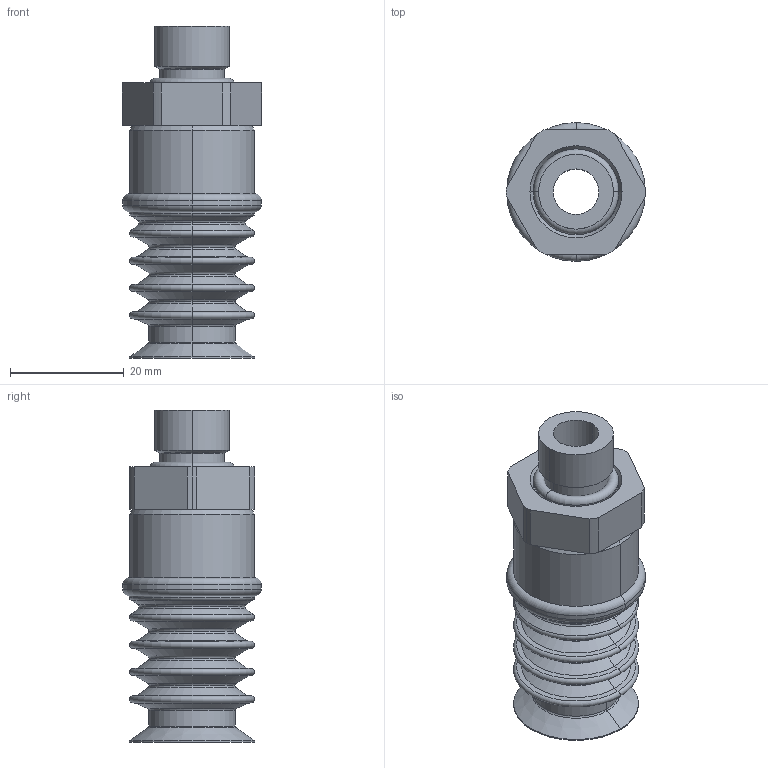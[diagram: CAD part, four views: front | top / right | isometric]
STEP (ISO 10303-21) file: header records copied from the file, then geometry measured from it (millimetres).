
FILE_DESCRIPTION (( 'STEP AP203' ), '1' );
FILE_NAME ('10.01.06.03515.step', '2021-04-14T12:33:04', ( '' ), ( '' ), 'SwSTEP 2.0', 'SolidWorks 2021', '' );
FILE_SCHEMA (( 'CONFIG_CONTROL_DESIGN' ));
Length unit declared in the file: millimetre
Products named in the file (1): 10.01.06.03515
Bounding box: 24.5 x 24.4 x 58.4 mm (x, y, z)
Volume: 11949 mm3; surface area: 10115.6 mm2
Topology: 3 solids, 3 shells, 162 faces, 353 edges, 202 vertices
Faces by surface type: cone 46, torus 44, cylinder 37, plane 35
Entity records: 4504 total; most frequent: DIRECTION 877, CARTESIAN_POINT 754, ORIENTED_EDGE 706, AXIS2_PLACEMENT_3D 373, EDGE_CURVE 353, CIRCLE 210, VERTEX_POINT 202, EDGE_LOOP 173
